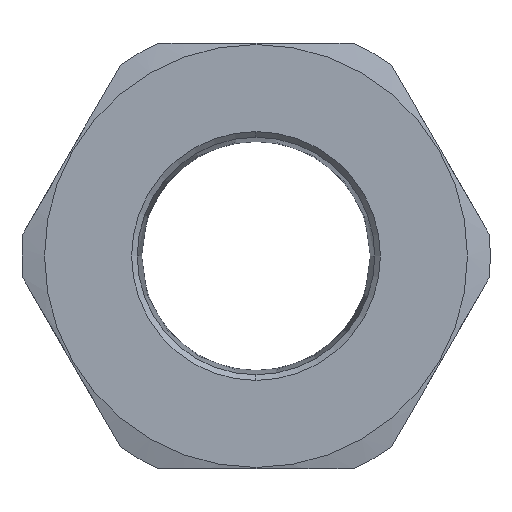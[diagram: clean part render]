
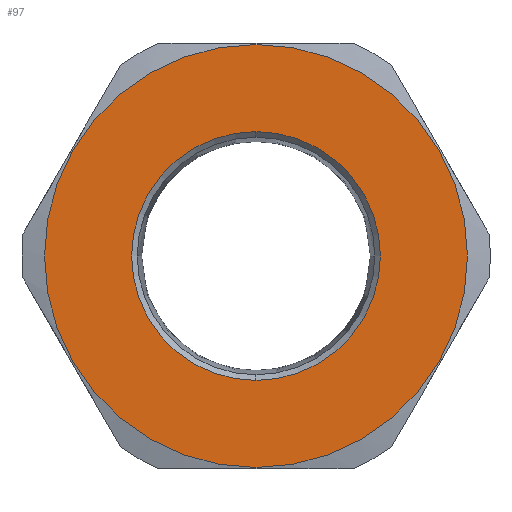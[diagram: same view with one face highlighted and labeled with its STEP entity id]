
A CAD part, left-side view. The second image highlights one B-rep face of the part: STEP entity #97.
In plain terms, the highlighted planar face has unit normal (-1, 0, 0).
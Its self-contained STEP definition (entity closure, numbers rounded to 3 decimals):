
#20 = EDGE_LOOP ( 'NONE', ( #1363, #302 ) ) ;
#85 = VERTEX_POINT ( 'NONE', #1088 ) ;
#97 = ADVANCED_FACE ( 'NONE', ( #259, #279 ), #1215, .F. ) ;
#101 = DIRECTION ( 'NONE',  ( 0., 0., 1. ) ) ;
#133 = CARTESIAN_POINT ( 'NONE',  ( 0., 0., 0. ) ) ;
#141 = CARTESIAN_POINT ( 'NONE',  ( 0., 0., 0. ) ) ;
#201 = VERTEX_POINT ( 'NONE', #1218 ) ;
#258 = DIRECTION ( 'NONE',  ( 0., 0., 1. ) ) ;
#259 = FACE_BOUND ( 'NONE', #473, .T. ) ;
#263 = CARTESIAN_POINT ( 'NONE',  ( 0., 0., 0. ) ) ;
#268 = DIRECTION ( 'NONE',  ( 1., 0., 0. ) ) ;
#276 = ORIENTED_EDGE ( 'NONE', *, *, #891, .T. ) ;
#279 = FACE_OUTER_BOUND ( 'NONE', #20, .T. ) ;
#282 = DIRECTION ( 'NONE',  ( 1., 0., 0. ) ) ;
#289 = EDGE_CURVE ( 'NONE', #795, #201, #1162, .T. ) ;
#302 = ORIENTED_EDGE ( 'NONE', *, *, #588, .T. ) ;
#319 = AXIS2_PLACEMENT_3D ( 'NONE', #263, #268, #384 ) ;
#323 = CARTESIAN_POINT ( 'NONE',  ( 0., 0., -39.75 ) ) ;
#335 = CIRCLE ( 'NONE', #345, 39.75 ) ;
#345 = AXIS2_PLACEMENT_3D ( 'NONE', #141, #981, #258 ) ;
#384 = DIRECTION ( 'NONE',  ( 0., 0., -1. ) ) ;
#398 = CARTESIAN_POINT ( 'NONE',  ( 0., 0., 23.378 ) ) ;
#403 = EDGE_CURVE ( 'NONE', #1442, #85, #875, .T. ) ;
#473 = EDGE_LOOP ( 'NONE', ( #587, #276 ) ) ;
#587 = ORIENTED_EDGE ( 'NONE', *, *, #289, .T. ) ;
#588 = EDGE_CURVE ( 'NONE', #85, #1442, #335, .T. ) ;
#629 = DIRECTION ( 'NONE',  ( 0., 0., -1. ) ) ;
#654 = CIRCLE ( 'NONE', #319, 23.378 ) ;
#795 = VERTEX_POINT ( 'NONE', #398 ) ;
#807 = CARTESIAN_POINT ( 'NONE',  ( 0., 0., 0. ) ) ;
#875 = CIRCLE ( 'NONE', #1343, 39.75 ) ;
#891 = EDGE_CURVE ( 'NONE', #201, #795, #654, .T. ) ;
#981 = DIRECTION ( 'NONE',  ( -1., 0., 0. ) ) ;
#1081 = AXIS2_PLACEMENT_3D ( 'NONE', #1328, #282, #629 ) ;
#1088 = CARTESIAN_POINT ( 'NONE',  ( 0., 0., 39.75 ) ) ;
#1122 = AXIS2_PLACEMENT_3D ( 'NONE', #133, #1416, #1192 ) ;
#1142 = DIRECTION ( 'NONE',  ( -1., 0., 0. ) ) ;
#1162 = CIRCLE ( 'NONE', #1122, 23.378 ) ;
#1192 = DIRECTION ( 'NONE',  ( 0., 0., -1. ) ) ;
#1215 = PLANE ( 'NONE',  #1081 ) ;
#1218 = CARTESIAN_POINT ( 'NONE',  ( 0., 0., -23.378 ) ) ;
#1328 = CARTESIAN_POINT ( 'NONE',  ( 0., 0., 0. ) ) ;
#1343 = AXIS2_PLACEMENT_3D ( 'NONE', #807, #1142, #101 ) ;
#1363 = ORIENTED_EDGE ( 'NONE', *, *, #403, .T. ) ;
#1416 = DIRECTION ( 'NONE',  ( 1., 0., 0. ) ) ;
#1442 = VERTEX_POINT ( 'NONE', #323 ) ;
